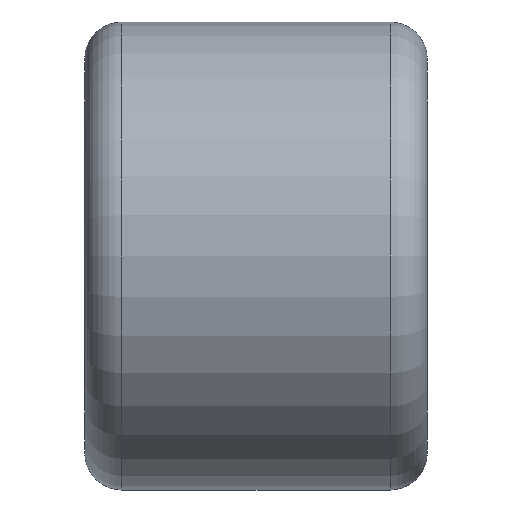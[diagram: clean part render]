
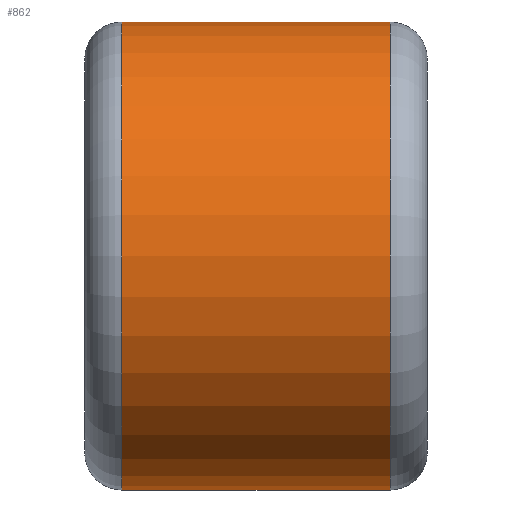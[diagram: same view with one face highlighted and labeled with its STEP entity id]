
A CAD part, front view. The second image highlights one B-rep face of the part: STEP entity #862.
In plain terms, the highlighted cylindrical face has radius 41 mm (diameter 82 mm), a partial arc.
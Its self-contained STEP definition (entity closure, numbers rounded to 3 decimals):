
#98 = CARTESIAN_POINT ( 'NONE',  ( -23.5, 0., 250.987 ) ) ;
#482 = LINE ( 'NONE', #1488, #575 ) ;
#575 = VECTOR ( 'NONE', #5473, 1000. ) ;
#585 = LINE ( 'NONE', #2560, #2483 ) ;
#862 = ADVANCED_FACE ( 'NONE', ( #4927 ), #2842, .T. ) ;
#1007 = DIRECTION ( 'NONE',  ( -1., 0., 0. ) ) ;
#1042 = CARTESIAN_POINT ( 'NONE',  ( -57.637, 0., 291.987 ) ) ;
#1265 = AXIS2_PLACEMENT_3D ( 'NONE', #2852, #2333, #6267 ) ;
#1402 = EDGE_LOOP ( 'NONE', ( #4536, #3133, #6046, #4098 ) ) ;
#1488 = CARTESIAN_POINT ( 'NONE',  ( -57.637, 0., 250.987 ) ) ;
#1511 = CARTESIAN_POINT ( 'NONE',  ( -23.5, 0., 332.987 ) ) ;
#1570 = CARTESIAN_POINT ( 'NONE',  ( 23.5, 0., 332.987 ) ) ;
#1762 = VERTEX_POINT ( 'NONE', #1570 ) ;
#2232 = AXIS2_PLACEMENT_3D ( 'NONE', #1042, #1007, #6060 ) ;
#2308 = VERTEX_POINT ( 'NONE', #1511 ) ;
#2333 = DIRECTION ( 'NONE',  ( -1., 0., 0. ) ) ;
#2389 = DIRECTION ( 'NONE',  ( 0., 0., -1. ) ) ;
#2483 = VECTOR ( 'NONE', #5937, 1000. ) ;
#2560 = CARTESIAN_POINT ( 'NONE',  ( -57.637, 0., 332.987 ) ) ;
#2842 = CYLINDRICAL_SURFACE ( 'NONE', #2232, 41. ) ;
#2852 = CARTESIAN_POINT ( 'NONE',  ( 23.5, 0., 291.987 ) ) ;
#2906 = CIRCLE ( 'NONE', #4035, 41. ) ;
#3133 = ORIENTED_EDGE ( 'NONE', *, *, #3952, .T. ) ;
#3952 = EDGE_CURVE ( 'NONE', #4422, #1762, #4562, .T. ) ;
#4035 = AXIS2_PLACEMENT_3D ( 'NONE', #5275, #6288, #2389 ) ;
#4098 = ORIENTED_EDGE ( 'NONE', *, *, #5853, .T. ) ;
#4422 = VERTEX_POINT ( 'NONE', #4659 ) ;
#4502 = EDGE_CURVE ( 'NONE', #4422, #4516, #482, .T. ) ;
#4516 = VERTEX_POINT ( 'NONE', #98 ) ;
#4536 = ORIENTED_EDGE ( 'NONE', *, *, #4502, .F. ) ;
#4562 = CIRCLE ( 'NONE', #1265, 41. ) ;
#4659 = CARTESIAN_POINT ( 'NONE',  ( 23.5, 0., 250.987 ) ) ;
#4927 = FACE_OUTER_BOUND ( 'NONE', #1402, .T. ) ;
#5275 = CARTESIAN_POINT ( 'NONE',  ( -23.5, 0., 291.987 ) ) ;
#5356 = EDGE_CURVE ( 'NONE', #1762, #2308, #585, .T. ) ;
#5473 = DIRECTION ( 'NONE',  ( -1., 0., 0. ) ) ;
#5853 = EDGE_CURVE ( 'NONE', #2308, #4516, #2906, .T. ) ;
#5937 = DIRECTION ( 'NONE',  ( -1., 0., 0. ) ) ;
#6046 = ORIENTED_EDGE ( 'NONE', *, *, #5356, .T. ) ;
#6060 = DIRECTION ( 'NONE',  ( 0., 0., 1. ) ) ;
#6267 = DIRECTION ( 'NONE',  ( 0., 0., 1. ) ) ;
#6288 = DIRECTION ( 'NONE',  ( 1., 0., 0. ) ) ;
